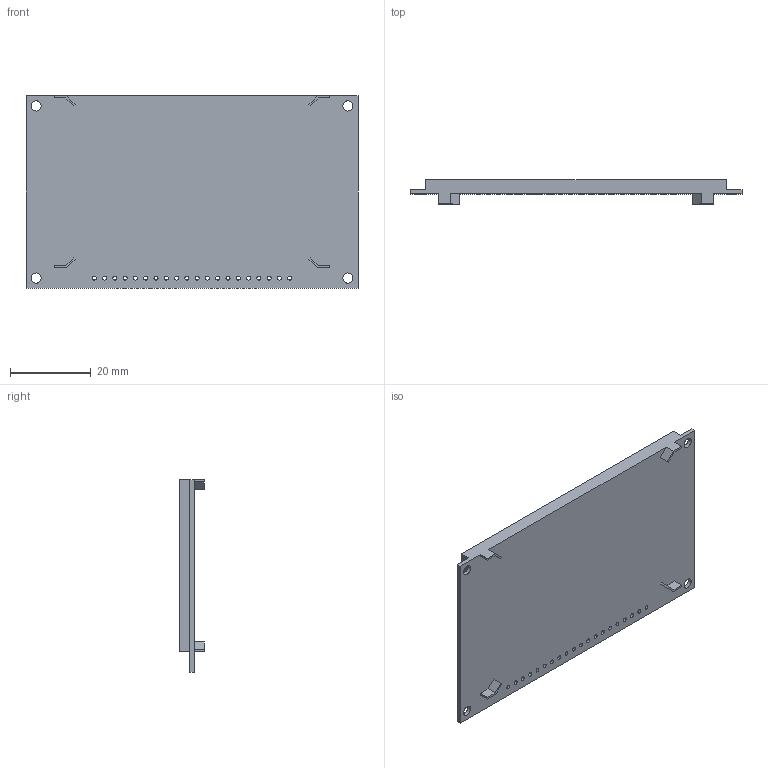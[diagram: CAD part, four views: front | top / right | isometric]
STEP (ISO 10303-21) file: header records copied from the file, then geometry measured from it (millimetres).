
FILE_DESCRIPTION(/* description */ (''),/* implementation_level */ '2;1');
FILE_NAME(/* name */ 'NHD 2-7.step',/* time_stamp */ '2019-07-01T16:12:31+10:00',/* author */ (''),/* organization */ (''),/* preprocessor_version */ 'ST-DEVELOPER v18',/* originating_system */ 'Autodesk Translation Framework v8.2.0.1029',/* authorisation */ '');
FILE_SCHEMA (('AUTOMOTIVE_DESIGN { 1 0 10303 214 3 1 1 }'));
Length unit declared in the file: millimetre
Products named in the file (1): NHD 2.7
Bounding box: 82 x 6 x 47.5 mm (x, y, z)
Volume: 11357.8 mm3; surface area: 8820.4 mm2
Topology: 1 solids, 1 shells, 65 faces, 180 edges, 120 vertices
Faces by surface type: plane 41, cylinder 24
Full cylindrical faces by diameter (mm): 1 x20, 2.5 x4
Entity records: 2211 total; most frequent: CARTESIAN_POINT 366, ORIENTED_EDGE 360, DIRECTION 360, EDGE_CURVE 180, LINE 132, VECTOR 132, VERTEX_POINT 120, EDGE_LOOP 116
